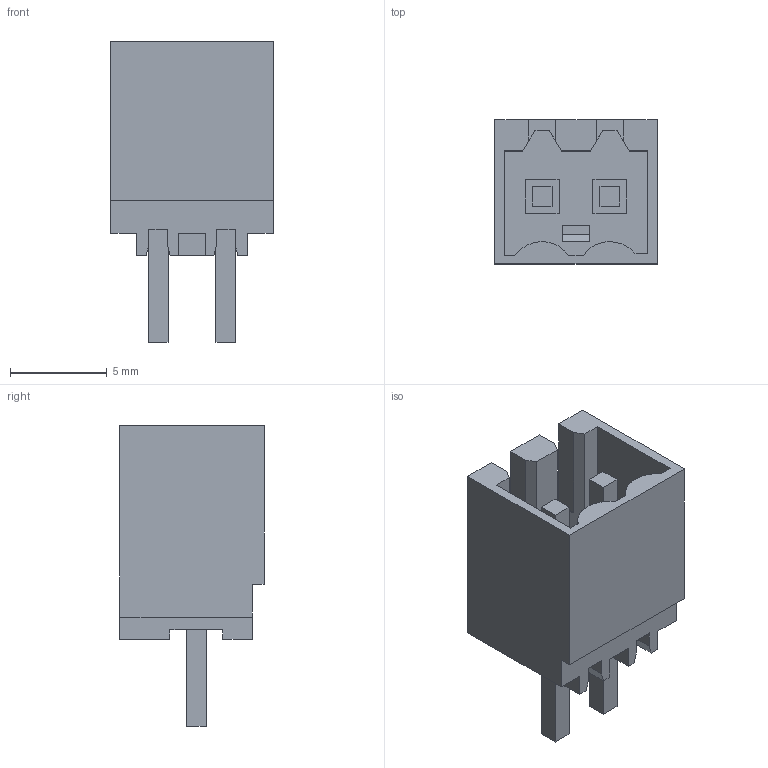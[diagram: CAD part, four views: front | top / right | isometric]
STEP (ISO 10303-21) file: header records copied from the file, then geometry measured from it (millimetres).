
FILE_DESCRIPTION(('CATIA V5 STEP Exchange','CAx-IF Rec.Pracs.--- Model Styling and Organization---1.2---2011-12-15'),'2;1');
FILE_NAME ('D1453186_0_1604620000_1604620000.stp','2018-03-13T09:53:51+00:00',('none'),('Weidmueller'),'CATIA Version 5-6 Release 2014','CATIA V5 STEP AP214','none');
FILE_SCHEMA(('AUTOMOTIVE_DESIGN { 1 0 10303 214 1 1 1 1 }'));
Length unit declared in the file: millimetre
Products named in the file (1): 1604620000
Bounding box: 8.4 x 7.45 x 15.55 mm (x, y, z)
Volume: 309.2 mm3; surface area: 910.5 mm2
Topology: 3 solids, 3 shells, 124 faces, 340 edges, 225 vertices
Faces by surface type: plane 122, cylinder 2
Entity records: 3911 total; most frequent: ORIENTED_EDGE 680, CARTESIAN_POINT 674, DIRECTION 556, EDGE_CURVE 340, VECTOR 336, LINE 336, VERTEX_POINT 225, EDGE_LOOP 131
